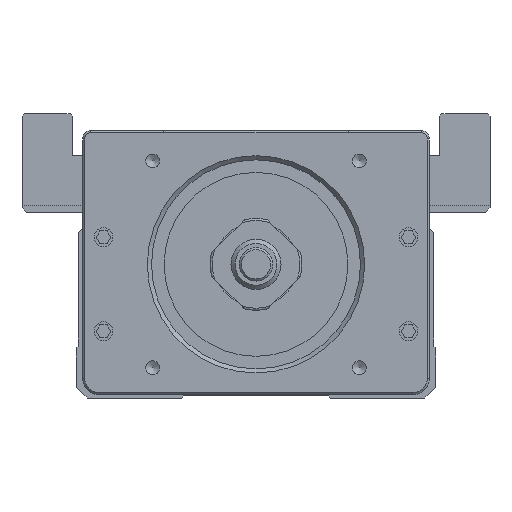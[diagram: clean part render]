
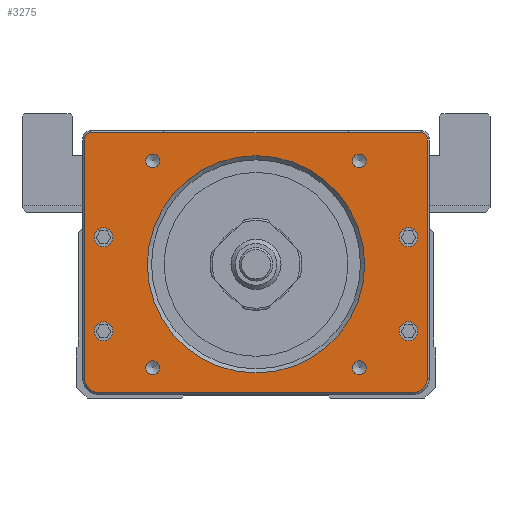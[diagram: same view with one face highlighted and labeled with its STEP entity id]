
A CAD part, front view. The second image highlights one B-rep face of the part: STEP entity #3275.
In plain terms, the highlighted planar face has unit normal (0, -1, 0).
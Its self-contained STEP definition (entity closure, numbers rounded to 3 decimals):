
#1261=FACE_BOUND('',#7533,.T.);
#1262=FACE_BOUND('',#7534,.T.);
#1263=FACE_BOUND('',#7535,.T.);
#1264=FACE_BOUND('',#7536,.T.);
#1265=FACE_BOUND('',#7537,.T.);
#1266=FACE_BOUND('',#7538,.T.);
#1267=FACE_BOUND('',#7539,.T.);
#1268=FACE_BOUND('',#7540,.T.);
#1269=FACE_BOUND('',#7541,.T.);
#1270=FACE_BOUND('',#7542,.T.);
#2175=CIRCLE('',#30841,26.);
#2176=CIRCLE('',#30842,1.65);
#2177=CIRCLE('',#30843,1.65);
#2178=CIRCLE('',#30844,1.65);
#2179=CIRCLE('',#30845,1.65);
#2180=CIRCLE('',#30846,1.5);
#2181=CIRCLE('',#30847,1.5);
#2182=CIRCLE('',#30848,3.5);
#2183=CIRCLE('',#30849,3.5);
#2184=CIRCLE('',#30850,2.25);
#2185=CIRCLE('',#30851,2.25);
#2186=CIRCLE('',#30852,2.25);
#2187=CIRCLE('',#30853,2.25);
#3275=ADVANCED_FACE('',(#1261,#1262,#1263,#1264,#1265,#1266,#1267,#1268,
#1269,#1270),#4794,.F.);
#4794=PLANE('',#30854);
#7533=EDGE_LOOP('',(#11889));
#7534=EDGE_LOOP('',(#11890));
#7535=EDGE_LOOP('',(#11891));
#7536=EDGE_LOOP('',(#11892));
#7537=EDGE_LOOP('',(#11893));
#7538=EDGE_LOOP('',(#11894,#11895,#11896,#11897,#11898,#11899,#11900,#11901));
#7539=EDGE_LOOP('',(#11902));
#7540=EDGE_LOOP('',(#11903));
#7541=EDGE_LOOP('',(#11904));
#7542=EDGE_LOOP('',(#11905));
#11889=ORIENTED_EDGE('',*,*,#21511,.T.);
#11890=ORIENTED_EDGE('',*,*,#21512,.T.);
#11891=ORIENTED_EDGE('',*,*,#21513,.T.);
#11892=ORIENTED_EDGE('',*,*,#21514,.T.);
#11893=ORIENTED_EDGE('',*,*,#21515,.T.);
#11894=ORIENTED_EDGE('',*,*,#21516,.T.);
#11895=ORIENTED_EDGE('',*,*,#21517,.T.);
#11896=ORIENTED_EDGE('',*,*,#21518,.T.);
#11897=ORIENTED_EDGE('',*,*,#21519,.T.);
#11898=ORIENTED_EDGE('',*,*,#21520,.T.);
#11899=ORIENTED_EDGE('',*,*,#21521,.T.);
#11900=ORIENTED_EDGE('',*,*,#21522,.T.);
#11901=ORIENTED_EDGE('',*,*,#21523,.T.);
#11902=ORIENTED_EDGE('',*,*,#21524,.T.);
#11903=ORIENTED_EDGE('',*,*,#21525,.T.);
#11904=ORIENTED_EDGE('',*,*,#21526,.T.);
#11905=ORIENTED_EDGE('',*,*,#21527,.T.);
#18285=VERTEX_POINT('',#44691);
#18286=VERTEX_POINT('',#44693);
#18287=VERTEX_POINT('',#44695);
#18288=VERTEX_POINT('',#44697);
#18289=VERTEX_POINT('',#44699);
#18290=VERTEX_POINT('',#44701);
#18291=VERTEX_POINT('',#44702);
#18292=VERTEX_POINT('',#44704);
#18293=VERTEX_POINT('',#44706);
#18294=VERTEX_POINT('',#44708);
#18295=VERTEX_POINT('',#44710);
#18296=VERTEX_POINT('',#44712);
#18297=VERTEX_POINT('',#44714);
#18298=VERTEX_POINT('',#44717);
#18299=VERTEX_POINT('',#44719);
#18300=VERTEX_POINT('',#44721);
#18301=VERTEX_POINT('',#44723);
#21511=EDGE_CURVE('',#18285,#18285,#2175,.T.);
#21512=EDGE_CURVE('',#18286,#18286,#2176,.T.);
#21513=EDGE_CURVE('',#18287,#18287,#2177,.T.);
#21514=EDGE_CURVE('',#18288,#18288,#2178,.T.);
#21515=EDGE_CURVE('',#18289,#18289,#2179,.T.);
#21516=EDGE_CURVE('',#18290,#18291,#25184,.T.);
#21517=EDGE_CURVE('',#18291,#18292,#2180,.T.);
#21518=EDGE_CURVE('',#18292,#18293,#25185,.T.);
#21519=EDGE_CURVE('',#18293,#18294,#2181,.T.);
#21520=EDGE_CURVE('',#18294,#18295,#25186,.T.);
#21521=EDGE_CURVE('',#18295,#18296,#2182,.T.);
#21522=EDGE_CURVE('',#18296,#18297,#25187,.T.);
#21523=EDGE_CURVE('',#18297,#18290,#2183,.T.);
#21524=EDGE_CURVE('',#18298,#18298,#2184,.T.);
#21525=EDGE_CURVE('',#18299,#18299,#2185,.T.);
#21526=EDGE_CURVE('',#18300,#18300,#2186,.T.);
#21527=EDGE_CURVE('',#18301,#18301,#2187,.T.);
#25184=LINE('',#44700,#28151);
#25185=LINE('',#44705,#28152);
#25186=LINE('',#44709,#28153);
#25187=LINE('',#44713,#28154);
#28151=VECTOR('',#35420,1.);
#28152=VECTOR('',#35423,1.);
#28153=VECTOR('',#35426,1.);
#28154=VECTOR('',#35429,1.);
#30841=AXIS2_PLACEMENT_3D('',#44690,#35410,#35411);
#30842=AXIS2_PLACEMENT_3D('',#44692,#35412,#35413);
#30843=AXIS2_PLACEMENT_3D('',#44694,#35414,#35415);
#30844=AXIS2_PLACEMENT_3D('',#44696,#35416,#35417);
#30845=AXIS2_PLACEMENT_3D('',#44698,#35418,#35419);
#30846=AXIS2_PLACEMENT_3D('',#44703,#35421,#35422);
#30847=AXIS2_PLACEMENT_3D('',#44707,#35424,#35425);
#30848=AXIS2_PLACEMENT_3D('',#44711,#35427,#35428);
#30849=AXIS2_PLACEMENT_3D('',#44715,#35430,#35431);
#30850=AXIS2_PLACEMENT_3D('',#44716,#35432,#35433);
#30851=AXIS2_PLACEMENT_3D('',#44718,#35434,#35435);
#30852=AXIS2_PLACEMENT_3D('',#44720,#35436,#35437);
#30853=AXIS2_PLACEMENT_3D('',#44722,#35438,#35439);
#30854=AXIS2_PLACEMENT_3D('',#44724,#35440,#35441);
#35410=DIRECTION('',(0.,1.,0.));
#35411=DIRECTION('',(0.,0.,1.));
#35412=DIRECTION('',(0.,1.,0.));
#35413=DIRECTION('',(0.,0.,1.));
#35414=DIRECTION('',(0.,1.,0.));
#35415=DIRECTION('',(0.,0.,1.));
#35416=DIRECTION('',(0.,1.,0.));
#35417=DIRECTION('',(0.,0.,1.));
#35418=DIRECTION('',(0.,1.,0.));
#35419=DIRECTION('',(0.,0.,1.));
#35420=DIRECTION('',(0.,0.,1.));
#35421=DIRECTION('',(0.,-1.,0.));
#35422=DIRECTION('',(0.,0.,1.));
#35423=DIRECTION('',(-1.,0.,0.));
#35424=DIRECTION('',(0.,-1.,0.));
#35425=DIRECTION('',(0.,0.,1.));
#35426=DIRECTION('',(0.,0.,-1.));
#35427=DIRECTION('',(0.,-1.,0.));
#35428=DIRECTION('',(0.,0.,1.));
#35429=DIRECTION('',(1.,0.,0.));
#35430=DIRECTION('',(0.,-1.,0.));
#35431=DIRECTION('',(0.,0.,1.));
#35432=DIRECTION('',(0.,1.,0.));
#35433=DIRECTION('',(0.,0.,1.));
#35434=DIRECTION('',(0.,1.,0.));
#35435=DIRECTION('',(0.,0.,1.));
#35436=DIRECTION('',(0.,1.,0.));
#35437=DIRECTION('',(0.,0.,1.));
#35438=DIRECTION('',(0.,1.,0.));
#35439=DIRECTION('',(0.,0.,1.));
#35440=DIRECTION('',(0.,1.,0.));
#35441=DIRECTION('',(0.,0.,-1.));
#44690=CARTESIAN_POINT('',(0.,-236.633,32.));
#44691=CARTESIAN_POINT('',(0.,-236.633,58.));
#44692=CARTESIAN_POINT('',(-24.749,-236.633,56.749));
#44693=CARTESIAN_POINT('',(-24.749,-236.633,58.399));
#44694=CARTESIAN_POINT('',(-24.749,-236.633,7.251));
#44695=CARTESIAN_POINT('',(-24.749,-236.633,8.901));
#44696=CARTESIAN_POINT('',(24.749,-236.633,7.251));
#44697=CARTESIAN_POINT('',(24.749,-236.633,8.901));
#44698=CARTESIAN_POINT('',(24.749,-236.633,56.749));
#44699=CARTESIAN_POINT('',(24.749,-236.633,58.399));
#44700=CARTESIAN_POINT('',(41.,-236.633,60.));
#44701=CARTESIAN_POINT('',(41.,-236.633,4.8));
#44702=CARTESIAN_POINT('',(41.,-236.633,62.));
#44703=CARTESIAN_POINT('',(39.5,-236.633,62.));
#44704=CARTESIAN_POINT('',(39.5,-236.633,63.5));
#44705=CARTESIAN_POINT('',(39.,-236.633,63.5));
#44706=CARTESIAN_POINT('',(-39.5,-236.633,63.5));
#44707=CARTESIAN_POINT('',(-39.5,-236.633,62.));
#44708=CARTESIAN_POINT('',(-41.,-236.633,62.));
#44709=CARTESIAN_POINT('',(-41.,-236.633,60.));
#44710=CARTESIAN_POINT('',(-41.,-236.633,4.8));
#44711=CARTESIAN_POINT('',(-37.5,-236.633,4.8));
#44712=CARTESIAN_POINT('',(-37.5,-236.633,1.3));
#44713=CARTESIAN_POINT('',(39.,-236.633,1.3));
#44714=CARTESIAN_POINT('',(37.5,-236.633,1.3));
#44715=CARTESIAN_POINT('',(37.5,-236.633,4.8));
#44716=CARTESIAN_POINT('',(-36.5,-236.633,38.5));
#44717=CARTESIAN_POINT('',(-36.5,-236.633,40.75));
#44718=CARTESIAN_POINT('',(-36.5,-236.633,16.));
#44719=CARTESIAN_POINT('',(-36.5,-236.633,18.25));
#44720=CARTESIAN_POINT('',(36.5,-236.633,38.5));
#44721=CARTESIAN_POINT('',(36.5,-236.633,40.75));
#44722=CARTESIAN_POINT('',(36.5,-236.633,16.));
#44723=CARTESIAN_POINT('',(36.5,-236.633,18.25));
#44724=CARTESIAN_POINT('',(39.,-236.633,60.));
